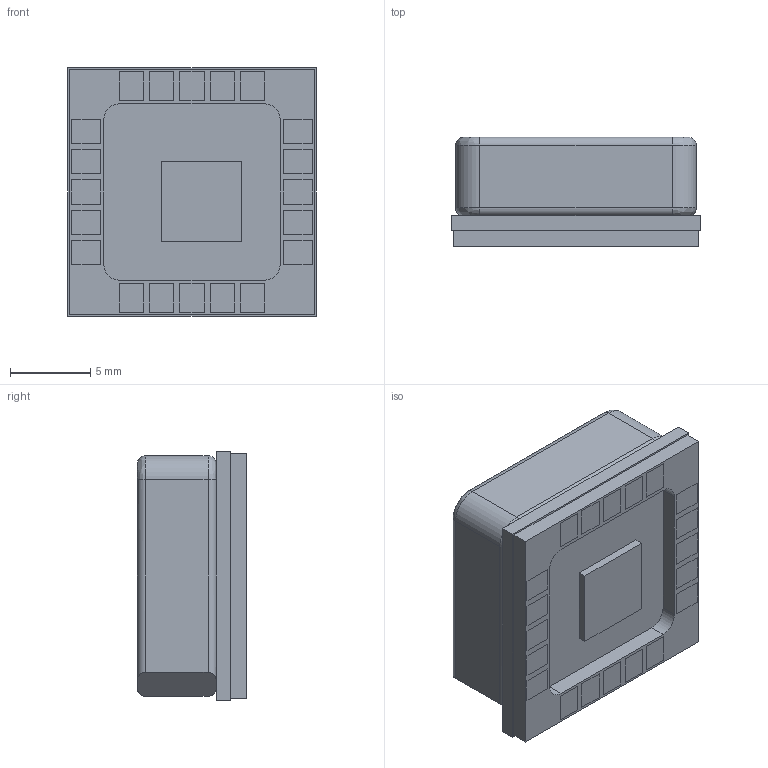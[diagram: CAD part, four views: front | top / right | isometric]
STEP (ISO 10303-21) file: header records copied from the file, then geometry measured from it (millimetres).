
FILE_DESCRIPTION(('CAx-IF Rec.Pracs.---Model Styling and Organization---1.5---2016-08-15','CAx-IF Rec.Pracs.---Geometric and Assembly Validation Properties---4.4---2016-08-17','CAx-IF Rec.Pracs.---User Defined Attributes---1.5---2016-08-15','CAx-IF Rec.Pracs.---External References---2.1---2005-01-19'),'2;1');
FILE_NAME('818266.step','2025-03-28T02:51:40',('Unspecified'),('Unspecified'),'CAD Exchanger 3.10.2 (cadexchanger.com)','Unspecified','');
FILE_SCHEMA(('AUTOMOTIVE_DESIGN { 1 0 10303 214 1 1 1 1 }'));
Length unit declared in the file: millimetre
Products named in the file (27): SAM-M8Q-0; SAM-M8Q-0-10_22; SAM-M8Q-0-10_14; SAM-M8Q-0-10_24; SAM-M8Q-0-10_13; SAM-M8Q-0-10_11; SAM-M8Q-0-10_16; SAM-M8Q-0-10_20; SAM-M8Q-0-10_3; SAM-M8Q-0-10_25; SAM-M8Q-0-10_5; SAM-M8Q-0-10_21; SAM-M8Q-0-10_12; SAM-M8Q-0-10_9; SAM-M8Q-0-10_8; SAM-M8Q-0-10_10; SAM-M8Q-0-10_15; SAM-M8Q-0-10_2; SAM-M8Q-0-10_7; SAM-M8Q-0-10; SAM-M8Q-0-10_6; SAM-M8Q-0-10_1; SAM-M8Q-0-10_18; SAM-M8Q-0-10_17; SAM-M8Q-0-10_23; SAM-M8Q-0-10_4; SAM-M8Q-0-10_19
Assembly tree (26 placements, depth 2):
  SAM-M8Q-0
    SAM-M8Q-0-10_22
    SAM-M8Q-0-10_14
    SAM-M8Q-0-10_24
    SAM-M8Q-0-10_13
    SAM-M8Q-0-10_11
    SAM-M8Q-0-10_16
    SAM-M8Q-0-10_20
    SAM-M8Q-0-10_3
    SAM-M8Q-0-10_25
    SAM-M8Q-0-10_5
    SAM-M8Q-0-10_21
    SAM-M8Q-0-10_12
    SAM-M8Q-0-10_9
    SAM-M8Q-0-10_8
    SAM-M8Q-0-10_10
    SAM-M8Q-0-10_15
    SAM-M8Q-0-10_2
    SAM-M8Q-0-10_7
    SAM-M8Q-0-10
    SAM-M8Q-0-10_6
    SAM-M8Q-0-10_1
    SAM-M8Q-0-10_18
    SAM-M8Q-0-10_17
    SAM-M8Q-0-10_23
    SAM-M8Q-0-10_4
    SAM-M8Q-0-10_19
Bounding box: 15.5 x 6.8 x 15.5 mm (x, y, z)
Volume: 1426.7 mm3; surface area: 2150.9 mm2
Topology: 26 solids, 26 shells, 279 faces, 660 edges, 436 vertices
Faces by surface type: plane 254, cylinder 19, bspline 6
Entity records: 8545 total; most frequent: CARTESIAN_POINT 1510, ORIENTED_EDGE 1320, DIRECTION 1232, EDGE_CURVE 660, LINE 616, VECTOR 616, VERTEX_POINT 436, FACE_BOUND 326
